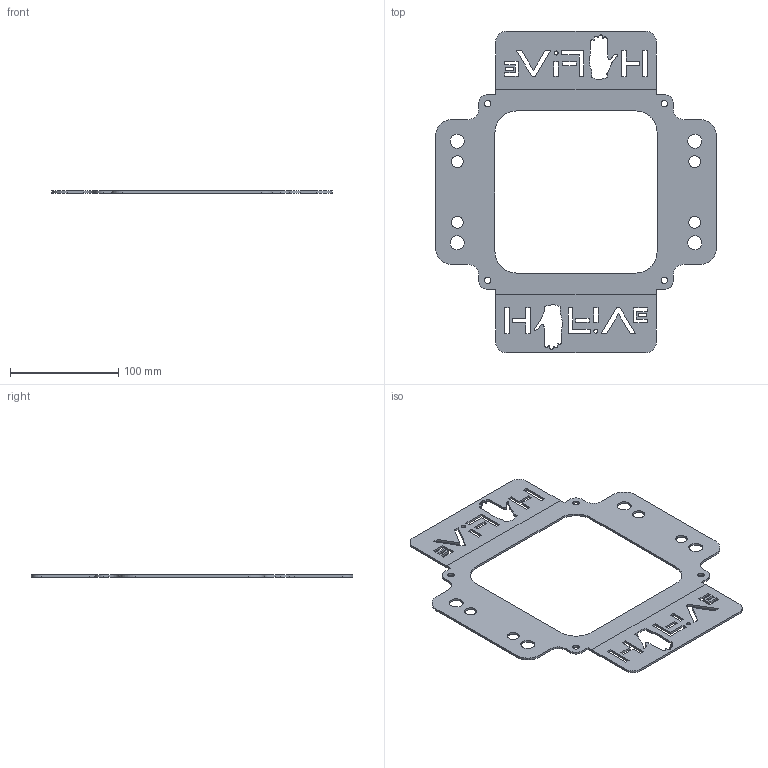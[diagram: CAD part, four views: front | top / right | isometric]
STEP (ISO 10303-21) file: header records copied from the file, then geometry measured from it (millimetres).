
FILE_DESCRIPTION(/* description */ (''),/* implementation_level */ '2;1');
FILE_NAME(/* name */ 'Deckbox_v2_external_mounting_flat.step',/* time_stamp */ '2025-07-25T12:20:27+02:00',/* author */ (''),/* organization */ (''),/* preprocessor_version */ 'ST-DEVELOPER v20.1',/* originating_system */ 'Autodesk Translation Framework v14.10.0.0',/* authorisation */ '');
FILE_SCHEMA (('AUTOMOTIVE_DESIGN { 1 0 10303 214 3 1 1 }'));
Length unit declared in the file: millimetre
Products named in the file (2): Deckbox_external_mounting_2_0; Rittal_9518.000 (1)
Assembly tree (1 placements, depth 2):
  Deckbox_external_mounting_2_0
    Rittal_9518.000 (1)
Bounding box: 260 x 298 x 2 mm (x, y, z)
Volume: 68340.3 mm3; surface area: 76067.4 mm2
Topology: 3 solids, 3 shells, 272 faces, 798 edges, 532 vertices
Faces by surface type: plane 164, cylinder 108
Full cylindrical faces by diameter (mm): 3.743 x2, 6 x4, 11 x4, 13 x4
Entity records: 9237 total; most frequent: CARTESIAN_POINT 1605, ORIENTED_EDGE 1596, DIRECTION 1564, EDGE_CURVE 798, LINE 582, VECTOR 582, VERTEX_POINT 532, AXIS2_PLACEMENT_3D 491
